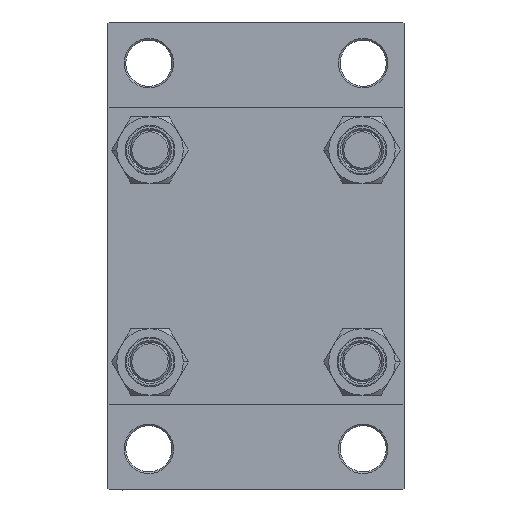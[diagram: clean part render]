
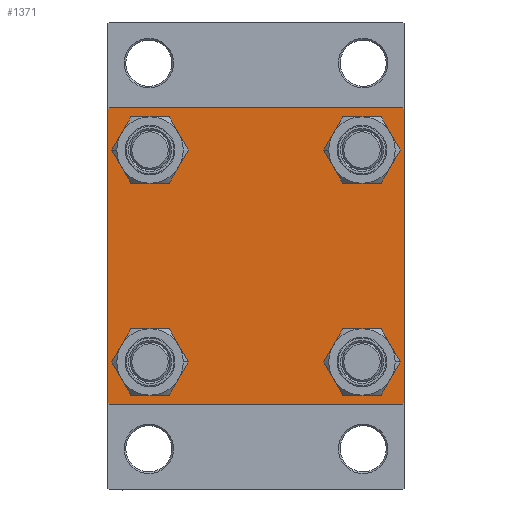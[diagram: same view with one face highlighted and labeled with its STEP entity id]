
A CAD part, left-side view. The second image highlights one B-rep face of the part: STEP entity #1371.
In plain terms, the highlighted planar face has unit normal (-1, 0, 0).
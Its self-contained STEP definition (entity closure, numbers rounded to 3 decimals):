
#591 = DIRECTION ( 'NONE',  ( 1., 0., 0. ) ) ;
#765 = FACE_BOUND ( 'NONE', #19813, .T. ) ;
#851 = VERTEX_POINT ( 'NONE', #22442 ) ;
#1371 = ADVANCED_FACE ( 'NONE', ( #36365, #28967, #29671, #765, #32765 ), #7240, .T. ) ;
#1478 = ORIENTED_EDGE ( 'NONE', *, *, #7666, .T. ) ;
#1924 = EDGE_CURVE ( 'NONE', #19772, #40268, #35278, .T. ) ;
#2082 = CARTESIAN_POINT ( 'NONE',  ( 0., 32.15, 25.65 ) ) ;
#2303 = EDGE_CURVE ( 'NONE', #42509, #37448, #26701, .T. ) ;
#2572 = CARTESIAN_POINT ( 'NONE',  ( 0., 45., 45. ) ) ;
#3625 = CARTESIAN_POINT ( 'NONE',  ( 0., -45., 44.5 ) ) ;
#3650 = DIRECTION ( 'NONE',  ( -1., 0., 0. ) ) ;
#3675 = VERTEX_POINT ( 'NONE', #40105 ) ;
#3918 = DIRECTION ( 'NONE',  ( 1., 0., 0. ) ) ;
#4135 = DIRECTION ( 'NONE',  ( 0., 0., 1. ) ) ;
#4552 = DIRECTION ( 'NONE',  ( 1., 0., 0. ) ) ;
#5040 = CARTESIAN_POINT ( 'NONE',  ( 0., -44.75, 44.75 ) ) ;
#5562 = ORIENTED_EDGE ( 'NONE', *, *, #18236, .T. ) ;
#6135 = DIRECTION ( 'NONE',  ( 0., -1., 0. ) ) ;
#6761 = CARTESIAN_POINT ( 'NONE',  ( 0., -32.15, 32.15 ) ) ;
#6777 = VECTOR ( 'NONE', #16857, 1000. ) ;
#6878 = VECTOR ( 'NONE', #37793, 1000. ) ;
#7240 = PLANE ( 'NONE',  #12939 ) ;
#7454 = AXIS2_PLACEMENT_3D ( 'NONE', #6761, #25624, #30599 ) ;
#7666 = EDGE_CURVE ( 'NONE', #20897, #40268, #12683, .T. ) ;
#8238 = AXIS2_PLACEMENT_3D ( 'NONE', #45128, #4552, #23177 ) ;
#8582 = AXIS2_PLACEMENT_3D ( 'NONE', #29497, #591, #18268 ) ;
#9788 = CIRCLE ( 'NONE', #21201, 6.5 ) ;
#9913 = VECTOR ( 'NONE', #6135, 1000. ) ;
#10146 = CARTESIAN_POINT ( 'NONE',  ( 0., -32.15, 38.65 ) ) ;
#10274 = CARTESIAN_POINT ( 'NONE',  ( 0., 32.15, -38.65 ) ) ;
#10681 = VERTEX_POINT ( 'NONE', #10146 ) ;
#11092 = EDGE_CURVE ( 'NONE', #37448, #42509, #35783, .T. ) ;
#11720 = ORIENTED_EDGE ( 'NONE', *, *, #41746, .F. ) ;
#12321 = EDGE_CURVE ( 'NONE', #39337, #21309, #22806, .T. ) ;
#12683 = LINE ( 'NONE', #5040, #19233 ) ;
#12712 = VERTEX_POINT ( 'NONE', #10274 ) ;
#12768 = CARTESIAN_POINT ( 'NONE',  ( 0., 45., -44.5 ) ) ;
#12939 = AXIS2_PLACEMENT_3D ( 'NONE', #43526, #3650, #4135 ) ;
#13284 = LINE ( 'NONE', #35243, #6777 ) ;
#14150 = CARTESIAN_POINT ( 'NONE',  ( 0., -45., 45. ) ) ;
#14372 = DIRECTION ( 'NONE',  ( 0., 0., -1. ) ) ;
#15194 = AXIS2_PLACEMENT_3D ( 'NONE', #33416, #36535, #44406 ) ;
#16111 = DIRECTION ( 'NONE',  ( 1., 0., 0. ) ) ;
#16179 = VECTOR ( 'NONE', #22732, 1000. ) ;
#16469 = ORIENTED_EDGE ( 'NONE', *, *, #32578, .T. ) ;
#16857 = DIRECTION ( 'NONE',  ( 0., -1., 0. ) ) ;
#17034 = LINE ( 'NONE', #14150, #27467 ) ;
#17873 = EDGE_CURVE ( 'NONE', #45380, #36868, #33725, .T. ) ;
#18236 = EDGE_CURVE ( 'NONE', #19772, #39947, #44462, .T. ) ;
#18268 = DIRECTION ( 'NONE',  ( 0., 0., 1. ) ) ;
#18402 = CARTESIAN_POINT ( 'NONE',  ( 0., 32.15, 38.65 ) ) ;
#18655 = VERTEX_POINT ( 'NONE', #31459 ) ;
#19130 = DIRECTION ( 'NONE',  ( 0., 0.707, 0.707 ) ) ;
#19233 = VECTOR ( 'NONE', #19130, 1000. ) ;
#19772 = VERTEX_POINT ( 'NONE', #33978 ) ;
#19813 = EDGE_LOOP ( 'NONE', ( #29445, #31853 ) ) ;
#20891 = CIRCLE ( 'NONE', #21672, 6.5 ) ;
#20897 = VERTEX_POINT ( 'NONE', #3625 ) ;
#21201 = AXIS2_PLACEMENT_3D ( 'NONE', #25105, #21532, #21769 ) ;
#21309 = VERTEX_POINT ( 'NONE', #38869 ) ;
#21405 = VECTOR ( 'NONE', #23743, 1000. ) ;
#21532 = DIRECTION ( 'NONE',  ( 1., 0., 0. ) ) ;
#21535 = ORIENTED_EDGE ( 'NONE', *, *, #40208, .T. ) ;
#21672 = AXIS2_PLACEMENT_3D ( 'NONE', #32880, #44568, #40765 ) ;
#21769 = DIRECTION ( 'NONE',  ( 0., 0., 1. ) ) ;
#22442 = CARTESIAN_POINT ( 'NONE',  ( 0., -32.15, 25.65 ) ) ;
#22732 = DIRECTION ( 'NONE',  ( 0., 0.707, -0.707 ) ) ;
#22797 = LINE ( 'NONE', #45230, #21405 ) ;
#22806 = LINE ( 'NONE', #36432, #25932 ) ;
#23177 = DIRECTION ( 'NONE',  ( 0., 0., 1. ) ) ;
#23467 = CARTESIAN_POINT ( 'NONE',  ( 0., -44.75, -44.75 ) ) ;
#23477 = CARTESIAN_POINT ( 'NONE',  ( 0., -32.15, -38.65 ) ) ;
#23504 = DIRECTION ( 'NONE',  ( 0., 0., 1. ) ) ;
#23620 = CARTESIAN_POINT ( 'NONE',  ( 0., 45., 44.5 ) ) ;
#23743 = DIRECTION ( 'NONE',  ( 0., 0., -1. ) ) ;
#24509 = ORIENTED_EDGE ( 'NONE', *, *, #11092, .T. ) ;
#24957 = ORIENTED_EDGE ( 'NONE', *, *, #12321, .T. ) ;
#24989 = EDGE_CURVE ( 'NONE', #12712, #18655, #20891, .T. ) ;
#25105 = CARTESIAN_POINT ( 'NONE',  ( 0., 32.15, -32.15 ) ) ;
#25414 = DIRECTION ( 'NONE',  ( 0., 0., 1. ) ) ;
#25466 = DIRECTION ( 'NONE',  ( 0., -0.707, -0.707 ) ) ;
#25624 = DIRECTION ( 'NONE',  ( 1., 0., 0. ) ) ;
#25932 = VECTOR ( 'NONE', #25466, 1000. ) ;
#26701 = CIRCLE ( 'NONE', #42718, 6.5 ) ;
#26989 = VERTEX_POINT ( 'NONE', #44752 ) ;
#27336 = CARTESIAN_POINT ( 'NONE',  ( 0., -44.5, 45. ) ) ;
#27467 = VECTOR ( 'NONE', #14372, 1000. ) ;
#28336 = AXIS2_PLACEMENT_3D ( 'NONE', #34007, #16111, #23504 ) ;
#28836 = CIRCLE ( 'NONE', #8238, 6.5 ) ;
#28967 = FACE_BOUND ( 'NONE', #34234, .T. ) ;
#29445 = ORIENTED_EDGE ( 'NONE', *, *, #17873, .T. ) ;
#29497 = CARTESIAN_POINT ( 'NONE',  ( 0., 32.15, 32.15 ) ) ;
#29671 = FACE_BOUND ( 'NONE', #42424, .T. ) ;
#29817 = CARTESIAN_POINT ( 'NONE',  ( 0., -32.15, -25.65 ) ) ;
#29870 = EDGE_CURVE ( 'NONE', #851, #10681, #44057, .T. ) ;
#30599 = DIRECTION ( 'NONE',  ( 0., 0., 1. ) ) ;
#30634 = LINE ( 'NONE', #23467, #6878 ) ;
#31459 = CARTESIAN_POINT ( 'NONE',  ( 0., 32.15, -25.65 ) ) ;
#31853 = ORIENTED_EDGE ( 'NONE', *, *, #33441, .T. ) ;
#32578 = EDGE_CURVE ( 'NONE', #18655, #12712, #9788, .T. ) ;
#32733 = ORIENTED_EDGE ( 'NONE', *, *, #41641, .T. ) ;
#32765 = FACE_OUTER_BOUND ( 'NONE', #43462, .T. ) ;
#32880 = CARTESIAN_POINT ( 'NONE',  ( 0., 32.15, -32.15 ) ) ;
#33416 = CARTESIAN_POINT ( 'NONE',  ( 0., -32.15, -32.15 ) ) ;
#33441 = EDGE_CURVE ( 'NONE', #36868, #45380, #28836, .T. ) ;
#33725 = CIRCLE ( 'NONE', #8582, 6.5 ) ;
#33978 = CARTESIAN_POINT ( 'NONE',  ( 0., 44.5, 45. ) ) ;
#34007 = CARTESIAN_POINT ( 'NONE',  ( 0., -32.15, 32.15 ) ) ;
#34234 = EDGE_LOOP ( 'NONE', ( #24509, #43955 ) ) ;
#34876 = ORIENTED_EDGE ( 'NONE', *, *, #1924, .F. ) ;
#34894 = EDGE_CURVE ( 'NONE', #21309, #3675, #13284, .T. ) ;
#35243 = CARTESIAN_POINT ( 'NONE',  ( 0., 45., -45. ) ) ;
#35278 = LINE ( 'NONE', #2572, #9913 ) ;
#35783 = CIRCLE ( 'NONE', #15194, 6.5 ) ;
#36160 = CARTESIAN_POINT ( 'NONE',  ( 0., -32.15, -32.15 ) ) ;
#36365 = FACE_BOUND ( 'NONE', #44125, .T. ) ;
#36432 = CARTESIAN_POINT ( 'NONE',  ( 0., 44.75, -44.75 ) ) ;
#36535 = DIRECTION ( 'NONE',  ( 1., 0., 0. ) ) ;
#36868 = VERTEX_POINT ( 'NONE', #2082 ) ;
#37139 = ORIENTED_EDGE ( 'NONE', *, *, #29870, .T. ) ;
#37448 = VERTEX_POINT ( 'NONE', #29817 ) ;
#37763 = CARTESIAN_POINT ( 'NONE',  ( 0., 44.75, 44.75 ) ) ;
#37793 = DIRECTION ( 'NONE',  ( 0., -0.707, 0.707 ) ) ;
#38862 = ORIENTED_EDGE ( 'NONE', *, *, #39372, .T. ) ;
#38869 = CARTESIAN_POINT ( 'NONE',  ( 0., 44.5, -45. ) ) ;
#39337 = VERTEX_POINT ( 'NONE', #12768 ) ;
#39372 = EDGE_CURVE ( 'NONE', #39947, #39337, #22797, .T. ) ;
#39947 = VERTEX_POINT ( 'NONE', #23620 ) ;
#40105 = CARTESIAN_POINT ( 'NONE',  ( 0., -44.5, -45. ) ) ;
#40208 = EDGE_CURVE ( 'NONE', #10681, #851, #46582, .T. ) ;
#40268 = VERTEX_POINT ( 'NONE', #27336 ) ;
#40765 = DIRECTION ( 'NONE',  ( 0., 0., 1. ) ) ;
#41641 = EDGE_CURVE ( 'NONE', #3675, #26989, #30634, .T. ) ;
#41746 = EDGE_CURVE ( 'NONE', #20897, #26989, #17034, .T. ) ;
#42424 = EDGE_LOOP ( 'NONE', ( #16469, #45939 ) ) ;
#42509 = VERTEX_POINT ( 'NONE', #23477 ) ;
#42718 = AXIS2_PLACEMENT_3D ( 'NONE', #36160, #3918, #25414 ) ;
#43462 = EDGE_LOOP ( 'NONE', ( #38862, #24957, #47003, #32733, #11720, #1478, #34876, #5562 ) ) ;
#43526 = CARTESIAN_POINT ( 'NONE',  ( 0., 0., 0. ) ) ;
#43955 = ORIENTED_EDGE ( 'NONE', *, *, #2303, .T. ) ;
#44057 = CIRCLE ( 'NONE', #7454, 6.5 ) ;
#44125 = EDGE_LOOP ( 'NONE', ( #21535, #37139 ) ) ;
#44406 = DIRECTION ( 'NONE',  ( 0., 0., 1. ) ) ;
#44462 = LINE ( 'NONE', #37763, #16179 ) ;
#44568 = DIRECTION ( 'NONE',  ( 1., 0., 0. ) ) ;
#44752 = CARTESIAN_POINT ( 'NONE',  ( 0., -45., -44.5 ) ) ;
#45128 = CARTESIAN_POINT ( 'NONE',  ( 0., 32.15, 32.15 ) ) ;
#45230 = CARTESIAN_POINT ( 'NONE',  ( 0., 45., 45. ) ) ;
#45380 = VERTEX_POINT ( 'NONE', #18402 ) ;
#45939 = ORIENTED_EDGE ( 'NONE', *, *, #24989, .T. ) ;
#46582 = CIRCLE ( 'NONE', #28336, 6.5 ) ;
#47003 = ORIENTED_EDGE ( 'NONE', *, *, #34894, .T. ) ;
